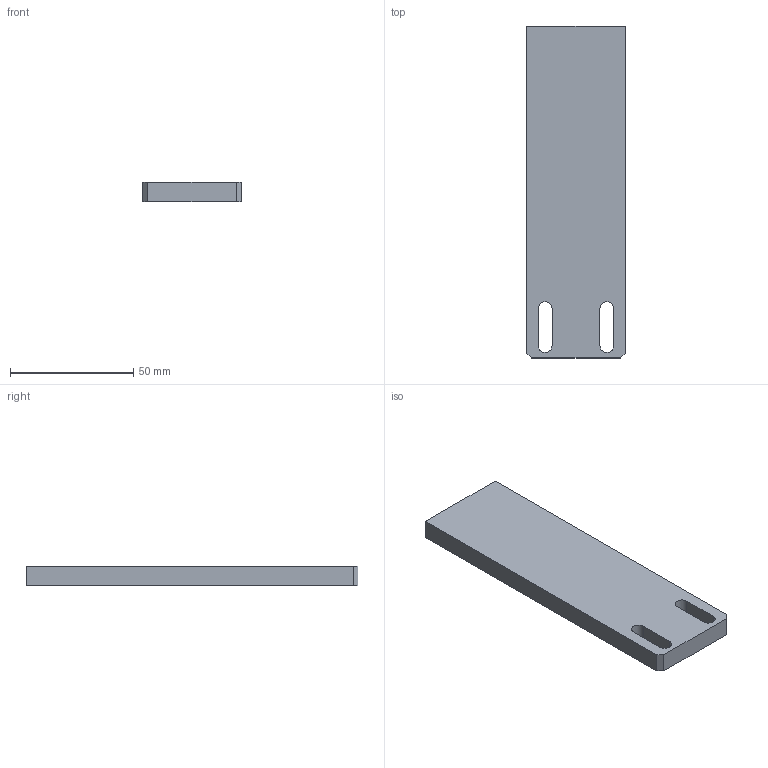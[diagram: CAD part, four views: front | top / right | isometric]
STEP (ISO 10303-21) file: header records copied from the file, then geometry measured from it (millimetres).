
FILE_DESCRIPTION (( 'STEP AP214' ), '1' );
FILE_NAME ('揤裔眈儂蜇啣.STEP', '2025-04-22T09:20:58', ( 'dingchuan' ), ( '' ), 'SwSTEP 2.0', 'SolidWorks 2024', '' );
FILE_SCHEMA (( 'AUTOMOTIVE_DESIGN' ));
Length unit declared in the file: millimetre
Products named in the file (1): 压盖相机附板
Bounding box: 40 x 134.5 x 8 mm (x, y, z)
Volume: 40914.7 mm3; surface area: 14184.1 mm2
Topology: 1 solids, 1 shells, 24 faces, 62 edges, 38 vertices
Faces by surface type: plane 12, cylinder 8, cone 4
Entity records: 733 total; most frequent: DIRECTION 124, CARTESIAN_POINT 121, ORIENTED_EDGE 116, EDGE_CURVE 58, LINE 42, VECTOR 42, AXIS2_PLACEMENT_3D 41, VERTEX_POINT 38
